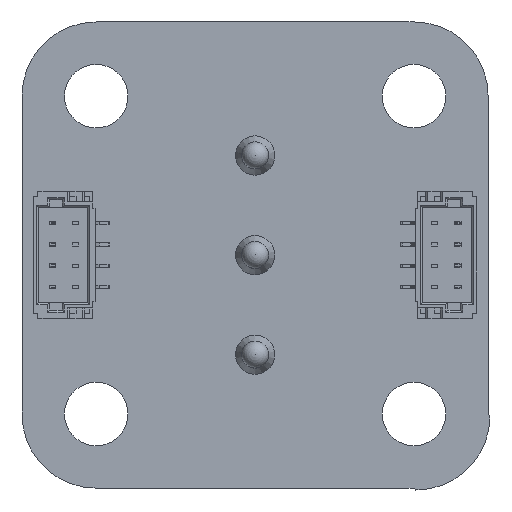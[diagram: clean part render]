
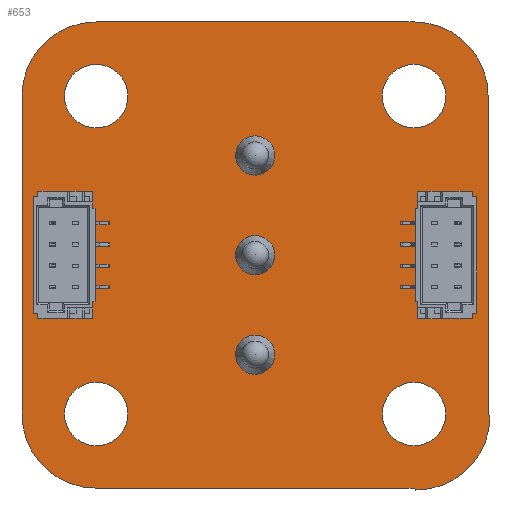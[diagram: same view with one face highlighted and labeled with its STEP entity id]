
A CAD part, top view. The second image highlights one B-rep face of the part: STEP entity #653.
In plain terms, the highlighted planar face has unit normal (0, 0, 1).
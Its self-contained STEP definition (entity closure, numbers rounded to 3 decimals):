
#72 = VERTEX_POINT('',#73);
#73 = CARTESIAN_POINT('',(3.5,0.,0.197));
#79 = EDGE_CURVE('',#72,#80,#82,.T.);
#80 = VERTEX_POINT('',#81);
#81 = CARTESIAN_POINT('',(0.,3.5,0.197));
#82 = CIRCLE('',#83,3.5);
#83 = AXIS2_PLACEMENT_3D('',#84,#85,#86);
#84 = CARTESIAN_POINT('',(3.5,3.5,0.197));
#85 = DIRECTION('',(0.,0.,-1.));
#86 = DIRECTION('',(0.,-1.,0.));
#112 = EDGE_CURVE('',#80,#113,#115,.T.);
#113 = VERTEX_POINT('',#114);
#114 = CARTESIAN_POINT('',(0.,18.5,0.197));
#115 = LINE('',#116,#117);
#116 = CARTESIAN_POINT('',(0.,3.5,0.197));
#117 = VECTOR('',#118,1.);
#118 = DIRECTION('',(0.,1.,0.));
#143 = EDGE_CURVE('',#113,#144,#146,.T.);
#144 = VERTEX_POINT('',#145);
#145 = CARTESIAN_POINT('',(3.5,22.,0.197));
#146 = CIRCLE('',#147,3.5);
#147 = AXIS2_PLACEMENT_3D('',#148,#149,#150);
#148 = CARTESIAN_POINT('',(3.5,18.5,0.197));
#149 = DIRECTION('',(0.,0.,-1.));
#150 = DIRECTION('',(-1.,0.,-0.));
#176 = EDGE_CURVE('',#144,#177,#179,.T.);
#177 = VERTEX_POINT('',#178);
#178 = CARTESIAN_POINT('',(18.5,22.,0.197));
#179 = LINE('',#180,#181);
#180 = CARTESIAN_POINT('',(3.5,22.,0.197));
#181 = VECTOR('',#182,1.);
#182 = DIRECTION('',(1.,0.,0.));
#207 = EDGE_CURVE('',#177,#208,#210,.T.);
#208 = VERTEX_POINT('',#209);
#209 = CARTESIAN_POINT('',(22.,18.5,0.197));
#210 = CIRCLE('',#211,3.5);
#211 = AXIS2_PLACEMENT_3D('',#212,#213,#214);
#212 = CARTESIAN_POINT('',(18.5,18.5,0.197));
#213 = DIRECTION('',(0.,0.,-1.));
#214 = DIRECTION('',(0.,1.,0.));
#240 = EDGE_CURVE('',#208,#241,#243,.T.);
#241 = VERTEX_POINT('',#242);
#242 = CARTESIAN_POINT('',(22.,3.5,0.197));
#243 = LINE('',#244,#245);
#244 = CARTESIAN_POINT('',(22.,18.5,0.197));
#245 = VECTOR('',#246,1.);
#246 = DIRECTION('',(0.,-1.,0.));
#271 = EDGE_CURVE('',#241,#272,#274,.T.);
#272 = VERTEX_POINT('',#273);
#273 = CARTESIAN_POINT('',(22.086,3.414,0.197));
#274 = LINE('',#275,#276);
#275 = CARTESIAN_POINT('',(22.,3.5,0.197));
#276 = VECTOR('',#277,1.);
#277 = DIRECTION('',(0.707,-0.707,0.));
#302 = EDGE_CURVE('',#272,#303,#305,.T.);
#303 = VERTEX_POINT('',#304);
#304 = CARTESIAN_POINT('',(18.586,-0.086,0.197));
#305 = CIRCLE('',#306,3.5);
#306 = AXIS2_PLACEMENT_3D('',#307,#308,#309);
#307 = CARTESIAN_POINT('',(18.586,3.414,0.197));
#308 = DIRECTION('',(0.,0.,-1.));
#309 = DIRECTION('',(1.,0.,0.));
#335 = EDGE_CURVE('',#303,#336,#338,.T.);
#336 = VERTEX_POINT('',#337);
#337 = CARTESIAN_POINT('',(18.5,0.,0.197));
#338 = LINE('',#339,#340);
#339 = CARTESIAN_POINT('',(18.586,-0.086,0.197));
#340 = VECTOR('',#341,1.);
#341 = DIRECTION('',(-0.707,0.707,0.));
#366 = EDGE_CURVE('',#336,#72,#367,.T.);
#367 = LINE('',#368,#369);
#368 = CARTESIAN_POINT('',(18.5,0.,0.197));
#369 = VECTOR('',#370,1.);
#370 = DIRECTION('',(-1.,0.,0.));
#390 = VERTEX_POINT('',#391);
#391 = CARTESIAN_POINT('',(5.,3.5,0.197));
#397 = EDGE_CURVE('',#390,#390,#398,.T.);
#398 = CIRCLE('',#399,1.5);
#399 = AXIS2_PLACEMENT_3D('',#400,#401,#402);
#400 = CARTESIAN_POINT('',(3.5,3.5,0.197));
#401 = DIRECTION('',(0.,0.,1.));
#402 = DIRECTION('',(1.,0.,-0.));
#423 = VERTEX_POINT('',#424);
#424 = CARTESIAN_POINT('',(5.,18.5,0.197));
#430 = EDGE_CURVE('',#423,#423,#431,.T.);
#431 = CIRCLE('',#432,1.5);
#432 = AXIS2_PLACEMENT_3D('',#433,#434,#435);
#433 = CARTESIAN_POINT('',(3.5,18.5,0.197));
#434 = DIRECTION('',(0.,0.,1.));
#435 = DIRECTION('',(1.,0.,-0.));
#456 = VERTEX_POINT('',#457);
#457 = CARTESIAN_POINT('',(11.927,6.301,0.197));
#463 = EDGE_CURVE('',#456,#456,#464,.T.);
#464 = CIRCLE('',#465,0.927);
#465 = AXIS2_PLACEMENT_3D('',#466,#467,#468);
#466 = CARTESIAN_POINT('',(11.,6.301,0.197));
#467 = DIRECTION('',(0.,0.,1.));
#468 = DIRECTION('',(1.,0.,-0.));
#489 = VERTEX_POINT('',#490);
#490 = CARTESIAN_POINT('',(11.927,11.,0.197));
#496 = EDGE_CURVE('',#489,#489,#497,.T.);
#497 = CIRCLE('',#498,0.927);
#498 = AXIS2_PLACEMENT_3D('',#499,#500,#501);
#499 = CARTESIAN_POINT('',(11.,11.,0.197));
#500 = DIRECTION('',(0.,0.,1.));
#501 = DIRECTION('',(1.,0.,-0.));
#522 = VERTEX_POINT('',#523);
#523 = CARTESIAN_POINT('',(20.,3.5,0.197));
#529 = EDGE_CURVE('',#522,#522,#530,.T.);
#530 = CIRCLE('',#531,1.5);
#531 = AXIS2_PLACEMENT_3D('',#532,#533,#534);
#532 = CARTESIAN_POINT('',(18.5,3.5,0.197));
#533 = DIRECTION('',(0.,0.,1.));
#534 = DIRECTION('',(1.,0.,-0.));
#555 = VERTEX_POINT('',#556);
#556 = CARTESIAN_POINT('',(11.927,15.699,0.197));
#562 = EDGE_CURVE('',#555,#555,#563,.T.);
#563 = CIRCLE('',#564,0.927);
#564 = AXIS2_PLACEMENT_3D('',#565,#566,#567);
#565 = CARTESIAN_POINT('',(11.,15.699,0.197));
#566 = DIRECTION('',(0.,0.,1.));
#567 = DIRECTION('',(1.,0.,-0.));
#588 = VERTEX_POINT('',#589);
#589 = CARTESIAN_POINT('',(20.,18.5,0.197));
#595 = EDGE_CURVE('',#588,#588,#596,.T.);
#596 = CIRCLE('',#597,1.5);
#597 = AXIS2_PLACEMENT_3D('',#598,#599,#600);
#598 = CARTESIAN_POINT('',(18.5,18.5,0.197));
#599 = DIRECTION('',(0.,0.,1.));
#600 = DIRECTION('',(1.,0.,-0.));
#653 = ADVANCED_FACE('',(#654,#666,#669,#672,#675,#678,#681,#684),#687,
  .F.);
#654 = FACE_BOUND('',#655,.F.);
#655 = EDGE_LOOP('',(#656,#657,#658,#659,#660,#661,#662,#663,#664,#665)
  );
#656 = ORIENTED_EDGE('',*,*,#79,.T.);
#657 = ORIENTED_EDGE('',*,*,#112,.T.);
#658 = ORIENTED_EDGE('',*,*,#143,.T.);
#659 = ORIENTED_EDGE('',*,*,#176,.T.);
#660 = ORIENTED_EDGE('',*,*,#207,.T.);
#661 = ORIENTED_EDGE('',*,*,#240,.T.);
#662 = ORIENTED_EDGE('',*,*,#271,.T.);
#663 = ORIENTED_EDGE('',*,*,#302,.T.);
#664 = ORIENTED_EDGE('',*,*,#335,.T.);
#665 = ORIENTED_EDGE('',*,*,#366,.T.);
#666 = FACE_BOUND('',#667,.F.);
#667 = EDGE_LOOP('',(#668));
#668 = ORIENTED_EDGE('',*,*,#397,.T.);
#669 = FACE_BOUND('',#670,.F.);
#670 = EDGE_LOOP('',(#671));
#671 = ORIENTED_EDGE('',*,*,#430,.T.);
#672 = FACE_BOUND('',#673,.F.);
#673 = EDGE_LOOP('',(#674));
#674 = ORIENTED_EDGE('',*,*,#463,.T.);
#675 = FACE_BOUND('',#676,.F.);
#676 = EDGE_LOOP('',(#677));
#677 = ORIENTED_EDGE('',*,*,#496,.T.);
#678 = FACE_BOUND('',#679,.F.);
#679 = EDGE_LOOP('',(#680));
#680 = ORIENTED_EDGE('',*,*,#529,.T.);
#681 = FACE_BOUND('',#682,.F.);
#682 = EDGE_LOOP('',(#683));
#683 = ORIENTED_EDGE('',*,*,#562,.T.);
#684 = FACE_BOUND('',#685,.F.);
#685 = EDGE_LOOP('',(#686));
#686 = ORIENTED_EDGE('',*,*,#595,.T.);
#687 = PLANE('',#688);
#688 = AXIS2_PLACEMENT_3D('',#689,#690,#691);
#689 = CARTESIAN_POINT('',(11.033,10.967,0.197));
#690 = DIRECTION('',(-0.,-0.,-1.));
#691 = DIRECTION('',(-1.,0.,0.));
